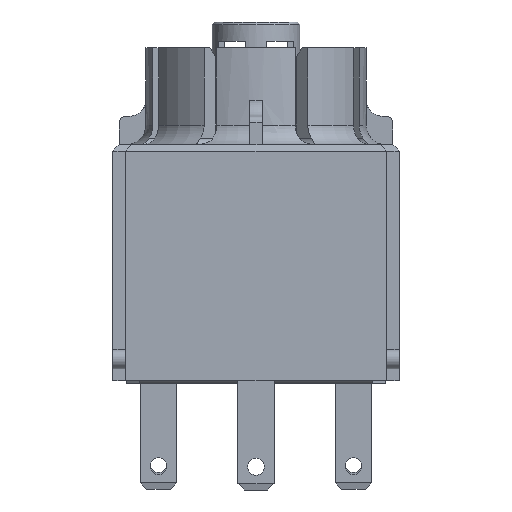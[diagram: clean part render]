
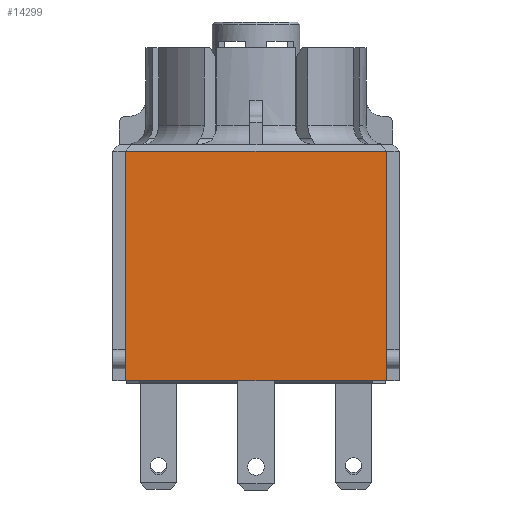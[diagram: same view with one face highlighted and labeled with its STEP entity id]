
A CAD part, front view. The second image highlights one B-rep face of the part: STEP entity #14299.
In plain terms, the highlighted planar face has unit normal (0, -1, 0).
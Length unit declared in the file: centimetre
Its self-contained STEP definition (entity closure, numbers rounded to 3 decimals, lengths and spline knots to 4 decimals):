
#1240=FACE_OUTER_BOUND('',#2056,.T.);
#2056=EDGE_LOOP('',(#11583,#11584,#11585,#11586,#11587,#11588));
#3261=LINE('',#22182,#4882);
#3298=LINE('',#22262,#4919);
#3299=LINE('',#22265,#4920);
#3303=LINE('',#22295,#4924);
#3304=LINE('',#22296,#4925);
#3381=LINE('',#22463,#5002);
#4882=VECTOR('',#17528,2.02);
#4919=VECTOR('',#17603,1.611);
#4920=VECTOR('',#17606,0.169);
#4924=VECTOR('',#17652,0.169);
#4925=VECTOR('',#17653,1.611);
#5002=VECTOR('',#17814,2.02);
#6411=VERTEX_POINT('',#22174);
#6413=VERTEX_POINT('',#22180);
#6437=VERTEX_POINT('',#22261);
#6438=VERTEX_POINT('',#22264);
#6440=VERTEX_POINT('',#22282);
#6443=VERTEX_POINT('',#22293);
#8157=EDGE_CURVE('',#6413,#6411,#3261,.T.);
#8197=EDGE_CURVE('',#6437,#6411,#3298,.T.);
#8199=EDGE_CURVE('',#6438,#6437,#3299,.T.);
#8211=EDGE_CURVE('',#6443,#6440,#3303,.T.);
#8212=EDGE_CURVE('',#6440,#6413,#3304,.T.);
#8297=EDGE_CURVE('',#6443,#6438,#3381,.T.);
#11583=ORIENTED_EDGE('',*,*,#8157,.F.);
#11584=ORIENTED_EDGE('',*,*,#8212,.F.);
#11585=ORIENTED_EDGE('',*,*,#8211,.F.);
#11586=ORIENTED_EDGE('',*,*,#8297,.T.);
#11587=ORIENTED_EDGE('',*,*,#8199,.T.);
#11588=ORIENTED_EDGE('',*,*,#8197,.T.);
#13622=PLANE('',#15259);
#14299=ADVANCED_FACE('',(#1240),#13622,.T.);
#15259=AXIS2_PLACEMENT_3D('',#22505,#17860,#17861);
#17528=DIRECTION('',(1.,0.,0.));
#17603=DIRECTION('',(0.,0.,1.));
#17606=DIRECTION('',(0.,0.,1.));
#17652=DIRECTION('',(0.,0.,1.));
#17653=DIRECTION('',(0.,0.,1.));
#17814=DIRECTION('',(1.,0.,0.));
#17860=DIRECTION('center_axis',(0.,-1.,0.));
#17861=DIRECTION('ref_axis',(0.,0.,-1.));
#22174=CARTESIAN_POINT('',(0.7155,-0.2959,0.95));
#22180=CARTESIAN_POINT('',(-1.3045,-0.2959,0.95));
#22182=CARTESIAN_POINT('',(-0.2945,-0.2959,0.95));
#22261=CARTESIAN_POINT('',(0.7155,-0.2959,-0.661));
#22262=CARTESIAN_POINT('',(0.7155,-0.2959,-0.83));
#22264=CARTESIAN_POINT('',(0.7155,-0.2959,-0.83));
#22265=CARTESIAN_POINT('',(0.7155,-0.2959,-0.83));
#22282=CARTESIAN_POINT('',(-1.3045,-0.2959,-0.661));
#22293=CARTESIAN_POINT('',(-1.3045,-0.2959,-0.83));
#22295=CARTESIAN_POINT('',(-1.3045,-0.2959,-0.83));
#22296=CARTESIAN_POINT('',(-1.3045,-0.2959,-0.83));
#22463=CARTESIAN_POINT('',(-1.3045,-0.2959,-0.83));
#22505=CARTESIAN_POINT('Origin',(-0.2945,-0.2959,
-0.83));
